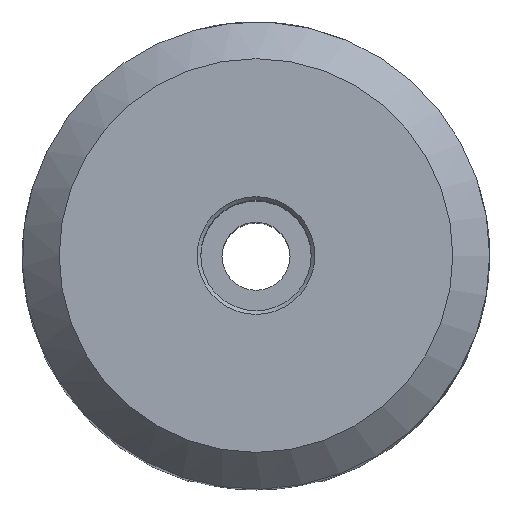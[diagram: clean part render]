
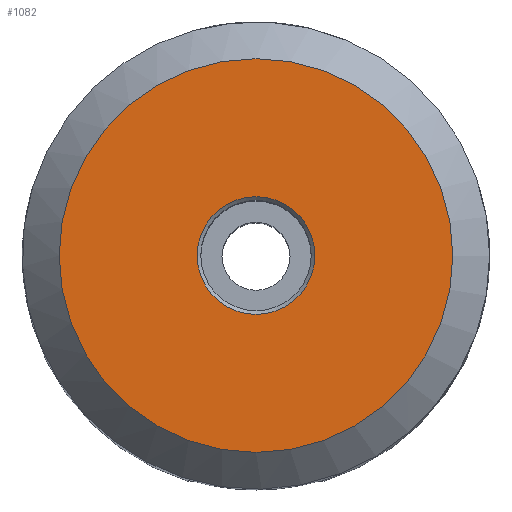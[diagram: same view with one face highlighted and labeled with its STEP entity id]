
A CAD part, top view. The second image highlights one B-rep face of the part: STEP entity #1082.
In plain terms, the highlighted planar face has unit normal (0, 0, 1).
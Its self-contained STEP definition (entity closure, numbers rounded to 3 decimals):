
#60 = DIRECTION ( 'NONE',  ( 1., 0., 0. ) ) ;
#73 = CARTESIAN_POINT ( 'NONE',  ( 3.2, 0., 65. ) ) ;
#77 = AXIS2_PLACEMENT_3D ( 'NONE', #910, #647, #133 ) ;
#88 = EDGE_CURVE ( 'NONE', #155, #155, #598, .T. ) ;
#100 = ORIENTED_EDGE ( 'NONE', *, *, #88, .T. ) ;
#133 = DIRECTION ( 'NONE',  ( 1., 0., 0. ) ) ;
#155 = VERTEX_POINT ( 'NONE', #73 ) ;
#199 = EDGE_LOOP ( 'NONE', ( #242 ) ) ;
#242 = ORIENTED_EDGE ( 'NONE', *, *, #682, .T. ) ;
#255 = FACE_OUTER_BOUND ( 'NONE', #199, .T. ) ;
#436 = AXIS2_PLACEMENT_3D ( 'NONE', #504, #1105, #60 ) ;
#504 = CARTESIAN_POINT ( 'NONE',  ( 0., 0., 65. ) ) ;
#538 = AXIS2_PLACEMENT_3D ( 'NONE', #552, #722, #908 ) ;
#552 = CARTESIAN_POINT ( 'NONE',  ( 0., 0., 65. ) ) ;
#586 = VERTEX_POINT ( 'NONE', #1122 ) ;
#598 = CIRCLE ( 'NONE', #77, 3.2 ) ;
#647 = DIRECTION ( 'NONE',  ( 0., 0., -1. ) ) ;
#679 = FACE_BOUND ( 'NONE', #888, .T. ) ;
#682 = EDGE_CURVE ( 'NONE', #586, #586, #686, .T. ) ;
#686 = CIRCLE ( 'NONE', #538, 10.7 ) ;
#722 = DIRECTION ( 'NONE',  ( 0., 0., 1. ) ) ;
#749 = PLANE ( 'NONE',  #436 ) ;
#888 = EDGE_LOOP ( 'NONE', ( #100 ) ) ;
#908 = DIRECTION ( 'NONE',  ( 1., 0., 0. ) ) ;
#910 = CARTESIAN_POINT ( 'NONE',  ( 0., 0., 65. ) ) ;
#1082 = ADVANCED_FACE ( 'NONE', ( #679, #255 ), #749, .T. ) ;
#1105 = DIRECTION ( 'NONE',  ( 0., 0., 1. ) ) ;
#1122 = CARTESIAN_POINT ( 'NONE',  ( 10.7, 0., 65. ) ) ;
